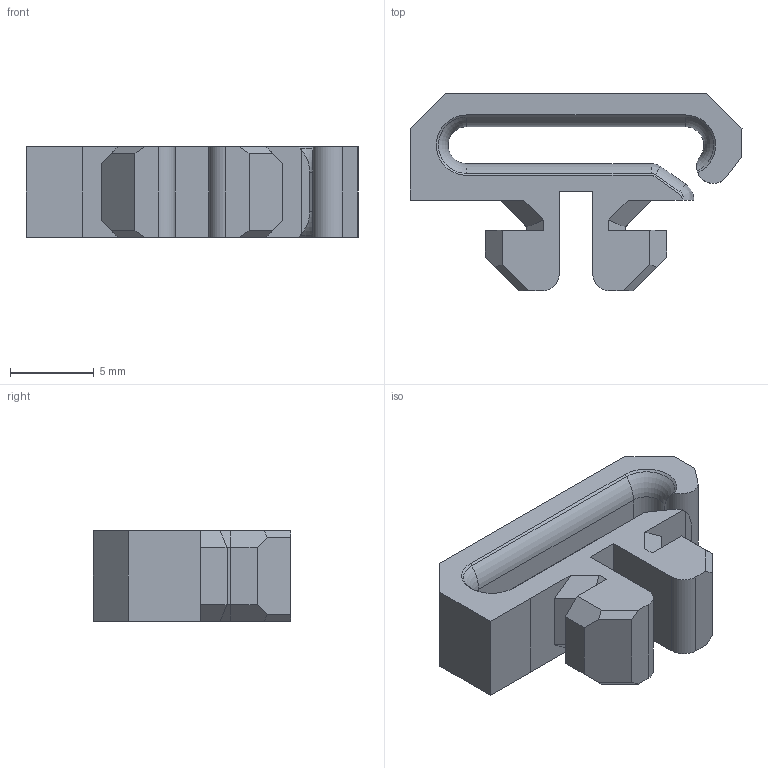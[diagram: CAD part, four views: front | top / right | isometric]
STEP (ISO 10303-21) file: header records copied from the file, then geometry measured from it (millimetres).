
FILE_DESCRIPTION(/* description */ (''),/* implementation_level */ '2;1');
FILE_NAME(/* name */ 'cable_clip_lcd v1.step',/* time_stamp */ '2020-05-18T09:51:46+09:00',/* author */ (''),/* organization */ (''),/* preprocessor_version */ 'ST-DEVELOPER v18.1',/* originating_system */ 'Autodesk Translation Framework v9.2.0.1227',/* authorisation */ '');
FILE_SCHEMA (('AUTOMOTIVE_DESIGN { 1 0 10303 214 3 1 1 }'));
Length unit declared in the file: millimetre
Products named in the file (1): cable_clip_lcd
Bounding box: 19.8 x 11.78 x 5.4 mm (x, y, z)
Volume: 610.5 mm3; surface area: 788.2 mm2
Topology: 1 solids, 1 shells, 81 faces, 209 edges, 130 vertices
Faces by surface type: plane 52, cylinder 13, cone 8, bspline 4, torus 4
Entity records: 2490 total; most frequent: CARTESIAN_POINT 477, ORIENTED_EDGE 418, DIRECTION 407, EDGE_CURVE 209, LINE 159, VECTOR 159, VERTEX_POINT 130, AXIS2_PLACEMENT_3D 124
